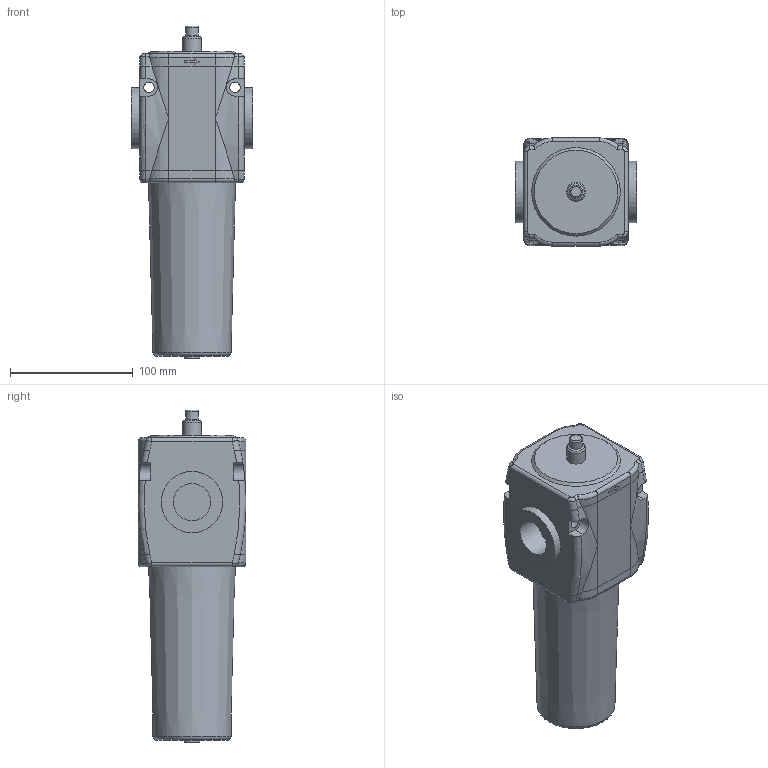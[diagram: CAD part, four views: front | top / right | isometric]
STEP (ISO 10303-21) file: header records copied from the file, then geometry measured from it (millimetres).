
FILE_DESCRIPTION(/* description */ ('DAV- FIL.DISOLEATORE G1" N S.A.CON VISUALIZZATORE'),/* implementation_level */ '2;1');
FILE_NAME(/* name */ 'N174BDAV.step',/* time_stamp */ '2015-02-17T09:12:56+01:00',/* author */ ('M.Valota'),/* organization */ ('Pneumax S.p.A.'),/* preprocessor_version */ 'ST-DEVELOPER v15.2',/* originating_system */ 'Autodesk Inventor 2014',/* authorisation */ '');
FILE_SCHEMA (('AUTOMOTIVE_DESIGN { 1 0 10303 214 3 1 1 }'));
Length unit declared in the file: millimetre
Products named in the file (2): N174BDAV
Bounding box: 99 x 88 x 270.54 mm (x, y, z)
Volume: 1265108.2 mm3; surface area: 88539.2 mm2
Topology: 1 solids, 1 shells, 143 faces, 335 edges, 205 vertices
Faces by surface type: cylinder 58, plane 47, torus 27, bspline 8, cone 3
Full cylindrical faces by diameter (mm): 8.5 x2, 8.566 x1, 10.5 x1, 13 x1, 15.5 x1, 30.291 x2, 50 x2
Entity records: 4731 total; most frequent: CARTESIAN_POINT 1522, DIRECTION 636, ORIENTED_EDGE 634, EDGE_CURVE 317, AXIS2_PLACEMENT_3D 249, VERTEX_POINT 203, EDGE_LOOP 174, ADVANCED_FACE 143
